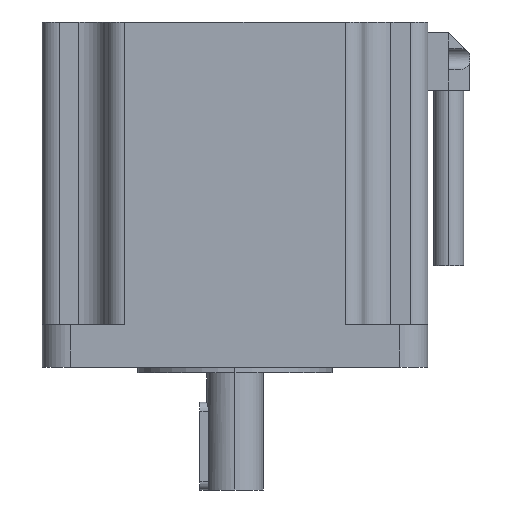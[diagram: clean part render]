
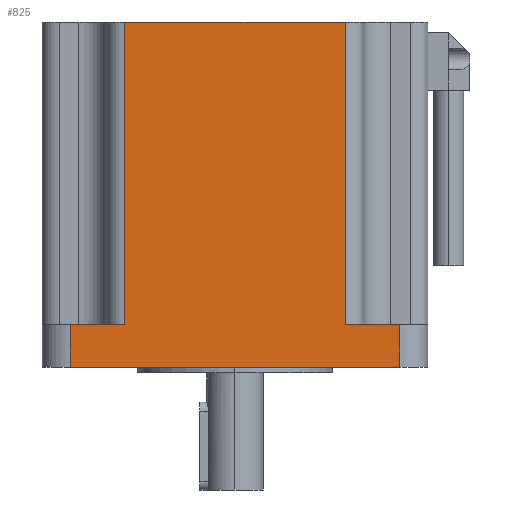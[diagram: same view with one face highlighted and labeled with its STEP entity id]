
A CAD part, left-side view. The second image highlights one B-rep face of the part: STEP entity #825.
In plain terms, the highlighted planar face has unit normal (-1, 0, 0).
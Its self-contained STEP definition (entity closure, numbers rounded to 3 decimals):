
#34 = DIRECTION ( 'NONE',  ( 0., -1., 0. ) ) ;
#81 = LINE ( 'NONE', #1258, #2175 ) ;
#86 = CARTESIAN_POINT ( 'NONE',  ( -55., 31.5, 12.2 ) ) ;
#302 = EDGE_LOOP ( 'NONE', ( #698, #2313, #1634, #2332, #476, #467, #980, #2198 ) ) ;
#323 = EDGE_CURVE ( 'NONE', #1925, #1168, #1697, .T. ) ;
#467 = ORIENTED_EDGE ( 'NONE', *, *, #1748, .T. ) ;
#471 = DIRECTION ( 'NONE',  ( 0., 0., 1. ) ) ;
#476 = ORIENTED_EDGE ( 'NONE', *, *, #755, .T. ) ;
#480 = DIRECTION ( 'NONE',  ( 0., -1., 0. ) ) ;
#503 = VERTEX_POINT ( 'NONE', #1663 ) ;
#684 = VECTOR ( 'NONE', #786, 1000. ) ;
#687 = CARTESIAN_POINT ( 'NONE',  ( -55., 31.5, 98.5 ) ) ;
#698 = ORIENTED_EDGE ( 'NONE', *, *, #1724, .F. ) ;
#755 = EDGE_CURVE ( 'NONE', #1862, #1380, #895, .T. ) ;
#786 = DIRECTION ( 'NONE',  ( 0., -1., 0. ) ) ;
#798 = CARTESIAN_POINT ( 'NONE',  ( -55., 55., 0. ) ) ;
#825 = ADVANCED_FACE ( 'NONE', ( #1704 ), #889, .F. ) ;
#889 = PLANE ( 'NONE',  #2144 ) ;
#895 = LINE ( 'NONE', #798, #2437 ) ;
#904 = DIRECTION ( 'NONE',  ( 0., 0., -1. ) ) ;
#971 = VECTOR ( 'NONE', #480, 1000. ) ;
#980 = ORIENTED_EDGE ( 'NONE', *, *, #323, .F. ) ;
#1010 = DIRECTION ( 'NONE',  ( 0., -1., 0. ) ) ;
#1057 = CARTESIAN_POINT ( 'NONE',  ( -55., 47., 12.2 ) ) ;
#1065 = LINE ( 'NONE', #2085, #2610 ) ;
#1088 = CARTESIAN_POINT ( 'NONE',  ( -55., -31.5, 98.5 ) ) ;
#1100 = CARTESIAN_POINT ( 'NONE',  ( -55., 55., 98.5 ) ) ;
#1168 = VERTEX_POINT ( 'NONE', #2030 ) ;
#1186 = CARTESIAN_POINT ( 'NONE',  ( -55., -47., 0. ) ) ;
#1258 = CARTESIAN_POINT ( 'NONE',  ( -55., 47., 12.2 ) ) ;
#1260 = VERTEX_POINT ( 'NONE', #1486 ) ;
#1301 = DIRECTION ( 'NONE',  ( 0., 1., 0. ) ) ;
#1380 = VERTEX_POINT ( 'NONE', #1186 ) ;
#1485 = DIRECTION ( 'NONE',  ( 0., 0., -1. ) ) ;
#1486 = CARTESIAN_POINT ( 'NONE',  ( -55., -31.5, 98.5 ) ) ;
#1491 = CARTESIAN_POINT ( 'NONE',  ( -55., -31.5, 12.2 ) ) ;
#1506 = LINE ( 'NONE', #2318, #1975 ) ;
#1565 = LINE ( 'NONE', #687, #2580 ) ;
#1581 = CARTESIAN_POINT ( 'NONE',  ( -55., 47., 0. ) ) ;
#1616 = LINE ( 'NONE', #1088, #2106 ) ;
#1634 = ORIENTED_EDGE ( 'NONE', *, *, #2124, .F. ) ;
#1663 = CARTESIAN_POINT ( 'NONE',  ( -55., 31.5, 98.5 ) ) ;
#1675 = EDGE_CURVE ( 'NONE', #1925, #1260, #1616, .T. ) ;
#1697 = LINE ( 'NONE', #2406, #684 ) ;
#1704 = FACE_OUTER_BOUND ( 'NONE', #302, .T. ) ;
#1724 = EDGE_CURVE ( 'NONE', #503, #1260, #2035, .T. ) ;
#1746 = EDGE_CURVE ( 'NONE', #503, #2174, #1565, .T. ) ;
#1748 = EDGE_CURVE ( 'NONE', #1380, #1168, #1506, .T. ) ;
#1862 = VERTEX_POINT ( 'NONE', #1581 ) ;
#1925 = VERTEX_POINT ( 'NONE', #1491 ) ;
#1975 = VECTOR ( 'NONE', #2515, 1000. ) ;
#2030 = CARTESIAN_POINT ( 'NONE',  ( -55., -47., 12.2 ) ) ;
#2035 = LINE ( 'NONE', #1100, #971 ) ;
#2085 = CARTESIAN_POINT ( 'NONE',  ( -55., 47., 98.5 ) ) ;
#2106 = VECTOR ( 'NONE', #471, 1000. ) ;
#2124 = EDGE_CURVE ( 'NONE', #2551, #2174, #81, .T. ) ;
#2144 = AXIS2_PLACEMENT_3D ( 'NONE', #2297, #2498, #1301 ) ;
#2174 = VERTEX_POINT ( 'NONE', #86 ) ;
#2175 = VECTOR ( 'NONE', #34, 1000. ) ;
#2198 = ORIENTED_EDGE ( 'NONE', *, *, #1675, .T. ) ;
#2297 = CARTESIAN_POINT ( 'NONE',  ( -55., 55., 98.5 ) ) ;
#2313 = ORIENTED_EDGE ( 'NONE', *, *, #1746, .T. ) ;
#2318 = CARTESIAN_POINT ( 'NONE',  ( -55., -47., 98.5 ) ) ;
#2332 = ORIENTED_EDGE ( 'NONE', *, *, #2604, .T. ) ;
#2406 = CARTESIAN_POINT ( 'NONE',  ( -55., -36.5, 12.2 ) ) ;
#2437 = VECTOR ( 'NONE', #1010, 1000. ) ;
#2498 = DIRECTION ( 'NONE',  ( 1., 0., 0. ) ) ;
#2515 = DIRECTION ( 'NONE',  ( 0., 0., 1. ) ) ;
#2551 = VERTEX_POINT ( 'NONE', #1057 ) ;
#2580 = VECTOR ( 'NONE', #904, 1000. ) ;
#2604 = EDGE_CURVE ( 'NONE', #2551, #1862, #1065, .T. ) ;
#2610 = VECTOR ( 'NONE', #1485, 1000. ) ;
